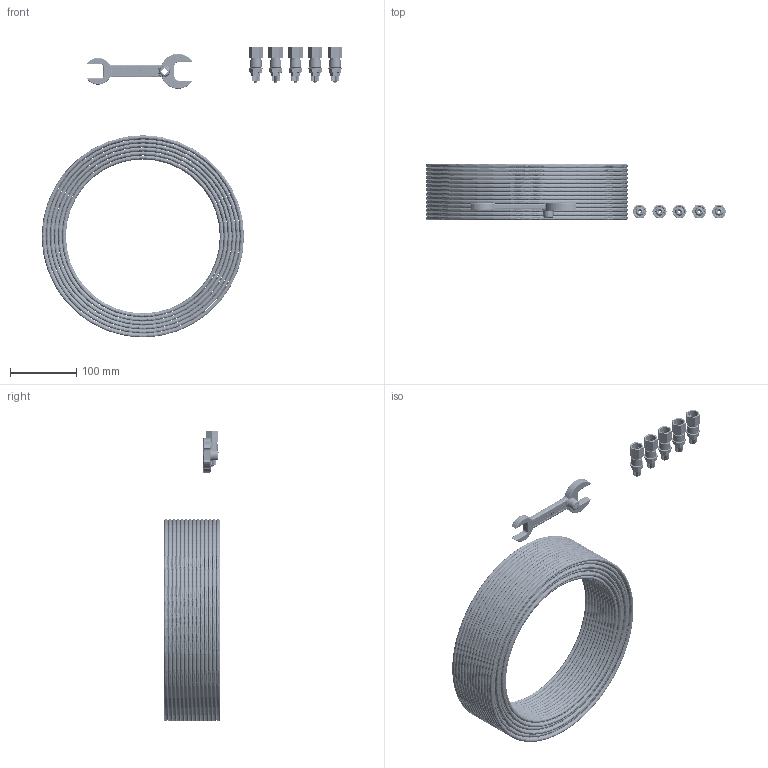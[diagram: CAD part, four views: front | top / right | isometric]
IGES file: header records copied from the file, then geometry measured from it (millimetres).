
Start section: SolidWorks IGES file using NURBS representation for surfaces
Global section: file name: NTC PCFT64.IGS; native system: SolidWorks 2010; preprocessor: SolidWorks 2010; author: cmallard; date: 100422.160237; units: inch
Bounding box: 454.87 x 85.3 x 440.44 mm (x, y, z)
Volume: 77640.7 mm3; surface area: 2029717.4 mm2
Topology: 26 solids, 174 shells, 2657 faces, 6529 edges, 3970 vertices
Faces by surface type: bspline 2657
